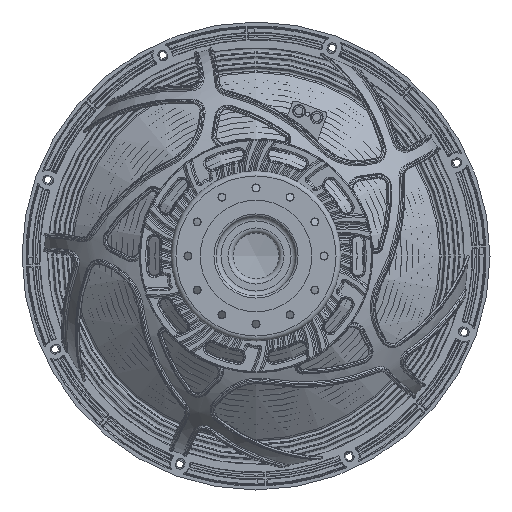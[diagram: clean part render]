
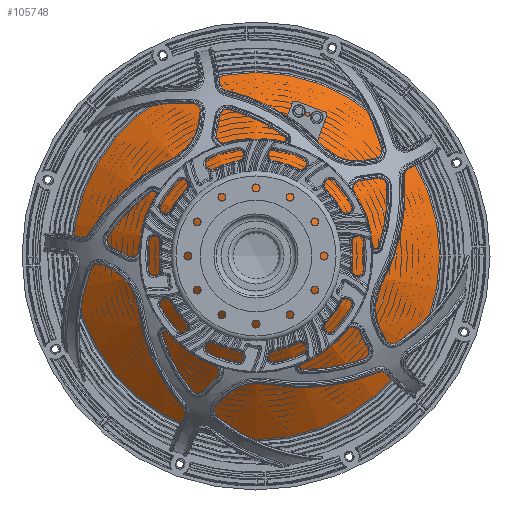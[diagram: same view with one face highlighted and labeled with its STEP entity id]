
A CAD part, front view. The second image highlights one B-rep face of the part: STEP entity #105748.
In plain terms, the highlighted conical face has half-angle 52.816 degrees and reference radius 51 mm.
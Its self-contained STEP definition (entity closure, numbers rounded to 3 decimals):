
#4178 = CARTESIAN_POINT ( 'NONE',  ( 0., 127.554, -51. ) ) ;
#10702 = AXIS2_PLACEMENT_3D ( 'NONE', #159264, #106212, #161970 ) ;
#14073 = ORIENTED_EDGE ( 'NONE', *, *, #20324, .F. ) ;
#17625 = DIRECTION ( 'NONE',  ( 0., 0., -1. ) ) ;
#19432 = CARTESIAN_POINT ( 'NONE',  ( 0., 127.554, 0. ) ) ;
#20324 = EDGE_CURVE ( 'NONE', #117316, #117316, #63362, .T. ) ;
#36673 = DIRECTION ( 'NONE',  ( 0., 0., 1. ) ) ;
#48149 = EDGE_LOOP ( 'NONE', ( #14073 ) ) ;
#51772 = AXIS2_PLACEMENT_3D ( 'NONE', #19432, #172807, #17625 ) ;
#63362 = CIRCLE ( 'NONE', #51772, 51. ) ;
#67565 = VERTEX_POINT ( 'NONE', #124077 ) ;
#79543 = FACE_BOUND ( 'NONE', #48149, .T. ) ;
#80451 = CARTESIAN_POINT ( 'NONE',  ( 0., 127.554, 0. ) ) ;
#94105 = FACE_OUTER_BOUND ( 'NONE', #146122, .T. ) ;
#100978 = CIRCLE ( 'NONE', #10702, 183.5 ) ;
#105748 = ADVANCED_FACE ( 'NONE', ( #94105, #79543 ), #176835, .T. ) ;
#106212 = DIRECTION ( 'NONE',  ( 0., -1., 0. ) ) ;
#117316 = VERTEX_POINT ( 'NONE', #4178 ) ;
#121570 = EDGE_CURVE ( 'NONE', #67565, #67565, #100978, .T. ) ;
#124077 = CARTESIAN_POINT ( 'NONE',  ( 0., 228.068, -183.5 ) ) ;
#132479 = DIRECTION ( 'NONE',  ( 0., 1., 0. ) ) ;
#144707 = AXIS2_PLACEMENT_3D ( 'NONE', #80451, #132479, #36673 ) ;
#146122 = EDGE_LOOP ( 'NONE', ( #172325 ) ) ;
#159264 = CARTESIAN_POINT ( 'NONE',  ( 0., 228.068, 0. ) ) ;
#161970 = DIRECTION ( 'NONE',  ( 0., 0., -1. ) ) ;
#172325 = ORIENTED_EDGE ( 'NONE', *, *, #121570, .T. ) ;
#172807 = DIRECTION ( 'NONE',  ( 0., -1., 0. ) ) ;
#176835 = CONICAL_SURFACE ( 'NONE', #144707, 51., 0.922 ) ;
